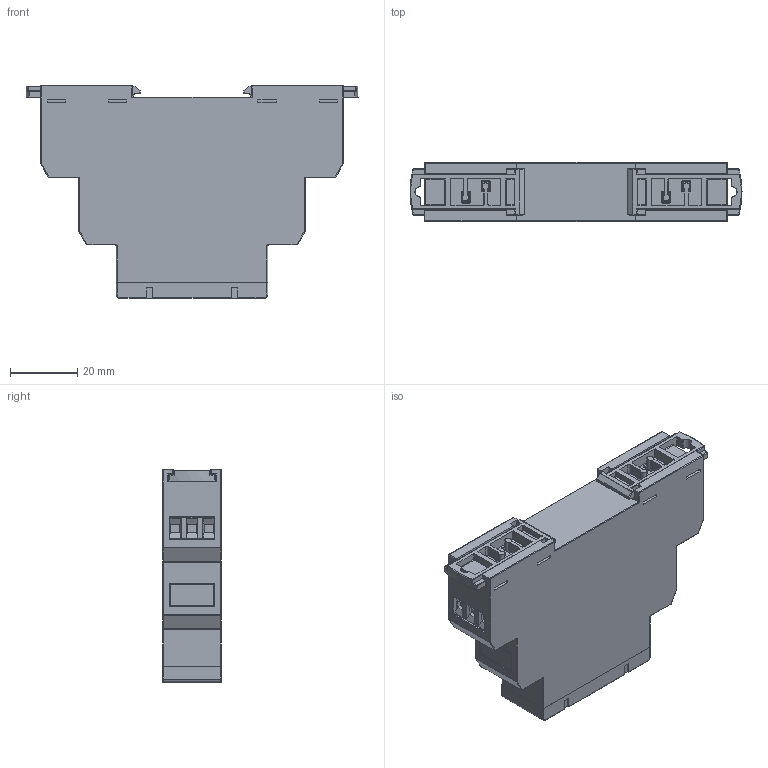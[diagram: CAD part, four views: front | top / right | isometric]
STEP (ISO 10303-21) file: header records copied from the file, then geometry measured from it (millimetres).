
FILE_DESCRIPTION (( 'STEP AP214' ), '1' );
FILE_NAME ('MT-TE.STEP', '2016-05-17T07:27:17', ( '' ), ( '' ), 'SwSTEP 2.0', 'SolidWorks 2016', '' );
FILE_SCHEMA (( 'AUTOMOTIVE_DESIGN' ));
Length unit declared in the file: millimetre
Products named in the file (1): MT-TE
Bounding box: 98.73 x 17.5 x 63.5 mm (x, y, z)
Volume: 75453.2 mm3; surface area: 18367.8 mm2
Topology: 3 solids, 3 shells, 820 faces, 1990 edges, 1196 vertices
Faces by surface type: plane 385, cylinder 279, torus 61, sphere 59, bspline 24, cone 12
Entity records: 32879 total; most frequent: CARTESIAN_POINT 5156, ORIENTED_EDGE 3926, DIRECTION 3841, EDGE_CURVE 1963, AXIS2_PLACEMENT_3D 1317, LINE 1207, VECTOR 1207, VERTEX_POINT 1196
